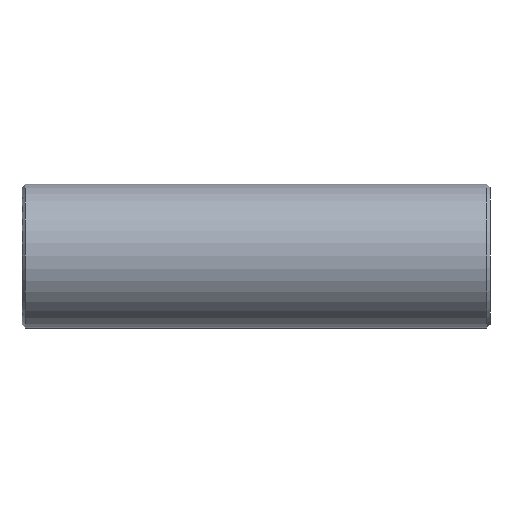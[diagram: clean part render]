
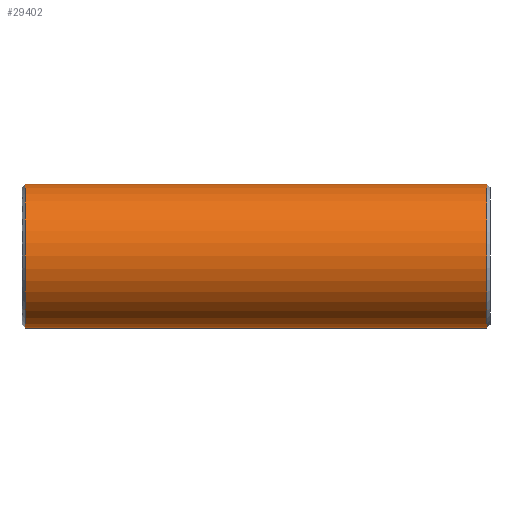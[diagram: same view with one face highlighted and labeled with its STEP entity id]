
A CAD part, front view. The second image highlights one B-rep face of the part: STEP entity #29402.
In plain terms, the highlighted cylindrical face has radius 6.25 mm (diameter 12.5 mm), a full revolution.
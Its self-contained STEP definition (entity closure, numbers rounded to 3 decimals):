
#134 = CONICAL_SURFACE('',#135,5.95,0.785);
#135 = AXIS2_PLACEMENT_3D('',#136,#137,#138);
#136 = CARTESIAN_POINT('',(-40.625,0.,0.));
#137 = DIRECTION('',(1.,0.,0.));
#138 = DIRECTION('',(0.,0.,1.));
#10949 = VERTEX_POINT('',#10950);
#10950 = CARTESIAN_POINT('',(-40.325,0.,6.25));
#10971 = EDGE_CURVE('',#10949,#10949,#10972,.T.);
#10972 = SURFACE_CURVE('',#10973,(#10978,#10985),.PCURVE_S1.);
#10973 = CIRCLE('',#10974,6.25);
#10974 = AXIS2_PLACEMENT_3D('',#10975,#10976,#10977);
#10975 = CARTESIAN_POINT('',(-40.325,0.,0.));
#10976 = DIRECTION('',(1.,0.,0.));
#10977 = DIRECTION('',(0.,0.,1.));
#10978 = PCURVE('',#134,#10979);
#10979 = DEFINITIONAL_REPRESENTATION('',(#10980),#10984);
#10980 = LINE('',#10981,#10982);
#10981 = CARTESIAN_POINT('',(0.,0.3));
#10982 = VECTOR('',#10983,1.);
#10983 = DIRECTION('',(1.,0.));
#10984 = ( GEOMETRIC_REPRESENTATION_CONTEXT(2) 
PARAMETRIC_REPRESENTATION_CONTEXT() REPRESENTATION_CONTEXT('2D SPACE',''
  ) );
#10985 = PCURVE('',#10986,#10991);
#10986 = CYLINDRICAL_SURFACE('',#10987,6.25);
#10987 = AXIS2_PLACEMENT_3D('',#10988,#10989,#10990);
#10988 = CARTESIAN_POINT('',(-40.325,0.,0.));
#10989 = DIRECTION('',(1.,0.,0.));
#10990 = DIRECTION('',(0.,0.,1.));
#10991 = DEFINITIONAL_REPRESENTATION('',(#10992),#10996);
#10992 = LINE('',#10993,#10994);
#10993 = CARTESIAN_POINT('',(0.,0.));
#10994 = VECTOR('',#10995,1.);
#10995 = DIRECTION('',(1.,0.));
#10996 = ( GEOMETRIC_REPRESENTATION_CONTEXT(2) 
PARAMETRIC_REPRESENTATION_CONTEXT() REPRESENTATION_CONTEXT('2D SPACE',''
  ) );
#29402 = ADVANCED_FACE('',(#29403),#10986,.T.);
#29403 = FACE_BOUND('',#29404,.T.);
#29404 = EDGE_LOOP('',(#29405,#29406,#29429,#29456));
#29405 = ORIENTED_EDGE('',*,*,#10971,.T.);
#29406 = ORIENTED_EDGE('',*,*,#29407,.T.);
#29407 = EDGE_CURVE('',#10949,#29408,#29410,.T.);
#29408 = VERTEX_POINT('',#29409);
#29409 = CARTESIAN_POINT('',(-0.3,0.,6.25));
#29410 = SEAM_CURVE('',#29411,(#29415,#29422),.PCURVE_S1.);
#29411 = LINE('',#29412,#29413);
#29412 = CARTESIAN_POINT('',(-40.325,0.,6.25));
#29413 = VECTOR('',#29414,1.);
#29414 = DIRECTION('',(1.,0.,0.));
#29415 = PCURVE('',#10986,#29416);
#29416 = DEFINITIONAL_REPRESENTATION('',(#29417),#29421);
#29417 = LINE('',#29418,#29419);
#29418 = CARTESIAN_POINT('',(0.,0.));
#29419 = VECTOR('',#29420,1.);
#29420 = DIRECTION('',(0.,1.));
#29421 = ( GEOMETRIC_REPRESENTATION_CONTEXT(2) 
PARAMETRIC_REPRESENTATION_CONTEXT() REPRESENTATION_CONTEXT('2D SPACE',''
  ) );
#29422 = PCURVE('',#10986,#29423);
#29423 = DEFINITIONAL_REPRESENTATION('',(#29424),#29428);
#29424 = LINE('',#29425,#29426);
#29425 = CARTESIAN_POINT('',(6.283,0.));
#29426 = VECTOR('',#29427,1.);
#29427 = DIRECTION('',(0.,1.));
#29428 = ( GEOMETRIC_REPRESENTATION_CONTEXT(2) 
PARAMETRIC_REPRESENTATION_CONTEXT() REPRESENTATION_CONTEXT('2D SPACE',''
  ) );
#29429 = ORIENTED_EDGE('',*,*,#29430,.F.);
#29430 = EDGE_CURVE('',#29408,#29408,#29431,.T.);
#29431 = SURFACE_CURVE('',#29432,(#29437,#29444),.PCURVE_S1.);
#29432 = CIRCLE('',#29433,6.25);
#29433 = AXIS2_PLACEMENT_3D('',#29434,#29435,#29436);
#29434 = CARTESIAN_POINT('',(-0.3,0.,0.));
#29435 = DIRECTION('',(1.,0.,0.));
#29436 = DIRECTION('',(0.,0.,1.));
#29437 = PCURVE('',#10986,#29438);
#29438 = DEFINITIONAL_REPRESENTATION('',(#29439),#29443);
#29439 = LINE('',#29440,#29441);
#29440 = CARTESIAN_POINT('',(0.,40.025));
#29441 = VECTOR('',#29442,1.);
#29442 = DIRECTION('',(1.,0.));
#29443 = ( GEOMETRIC_REPRESENTATION_CONTEXT(2) 
PARAMETRIC_REPRESENTATION_CONTEXT() REPRESENTATION_CONTEXT('2D SPACE',''
  ) );
#29444 = PCURVE('',#29445,#29450);
#29445 = CONICAL_SURFACE('',#29446,6.25,0.785);
#29446 = AXIS2_PLACEMENT_3D('',#29447,#29448,#29449);
#29447 = CARTESIAN_POINT('',(-0.3,0.,0.));
#29448 = DIRECTION('',(-1.,-0.,-0.));
#29449 = DIRECTION('',(0.,0.,1.));
#29450 = DEFINITIONAL_REPRESENTATION('',(#29451),#29455);
#29451 = LINE('',#29452,#29453);
#29452 = CARTESIAN_POINT('',(-0.,-0.));
#29453 = VECTOR('',#29454,1.);
#29454 = DIRECTION('',(-1.,-0.));
#29455 = ( GEOMETRIC_REPRESENTATION_CONTEXT(2) 
PARAMETRIC_REPRESENTATION_CONTEXT() REPRESENTATION_CONTEXT('2D SPACE',''
  ) );
#29456 = ORIENTED_EDGE('',*,*,#29407,.F.);
